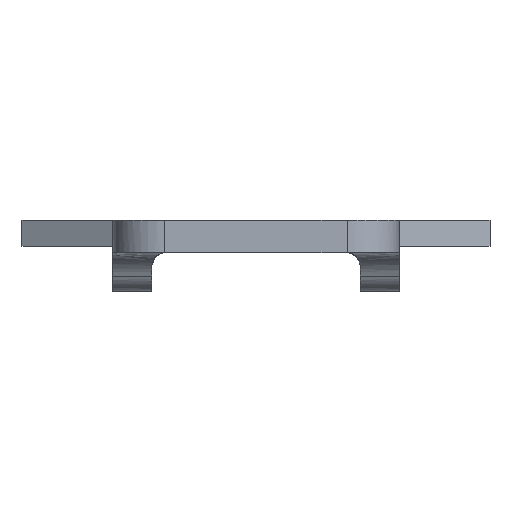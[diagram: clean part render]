
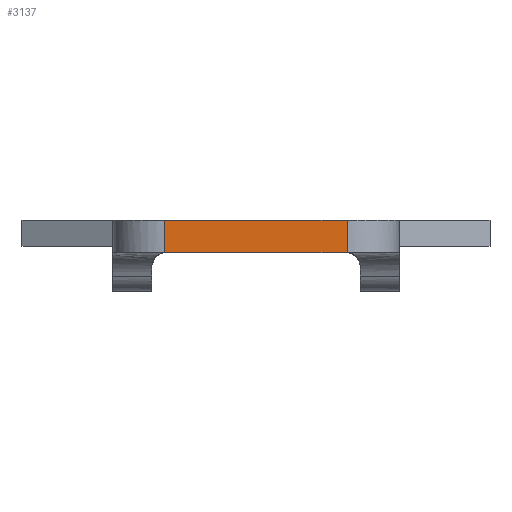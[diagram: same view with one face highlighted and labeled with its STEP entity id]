
A CAD part, front view. The second image highlights one B-rep face of the part: STEP entity #3137.
In plain terms, the highlighted free-form (B-spline) face has degree [1, 1] with [2, 2] control points.
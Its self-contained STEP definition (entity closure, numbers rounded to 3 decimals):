
#246 = VERTEX_POINT('',#247);
#247 = CARTESIAN_POINT('',(7.893,-107.12,
    -1.128));
#253 = EDGE_CURVE('',#246,#254,#256,.T.);
#254 = VERTEX_POINT('',#255);
#255 = CARTESIAN_POINT('',(-7.893,-107.12,
    -1.128));
#256 = B_SPLINE_CURVE_WITH_KNOTS('',1,(#257,#258),.UNSPECIFIED.,.F.,.F.,
  (2,2),(-18.,-4.),.PIECEWISE_BEZIER_KNOTS.);
#257 = CARTESIAN_POINT('',(7.893,-107.12,
    -1.128));
#258 = CARTESIAN_POINT('',(-7.893,-107.12,
    -1.128));
#2710 = VERTEX_POINT('',#2711);
#2711 = CARTESIAN_POINT('',(-7.893,-107.12,
    1.691));
#2719 = EDGE_CURVE('',#254,#2710,#2720,.T.);
#2720 = B_SPLINE_CURVE_WITH_KNOTS('',1,(#2721,#2722),.UNSPECIFIED.,.F.,
  .F.,(2,2),(-1.,1.5),.PIECEWISE_BEZIER_KNOTS.);
#2721 = CARTESIAN_POINT('',(-7.893,-107.12,
    -1.128));
#2722 = CARTESIAN_POINT('',(-7.893,-107.12,
    1.691));
#2739 = EDGE_CURVE('',#2710,#2740,#2742,.T.);
#2740 = VERTEX_POINT('',#2741);
#2741 = CARTESIAN_POINT('',(7.893,-107.12,
    1.691));
#2742 = B_SPLINE_CURVE_WITH_KNOTS('',1,(#2743,#2744),.UNSPECIFIED.,.F.,
  .F.,(2,2),(4.,18.),.PIECEWISE_BEZIER_KNOTS.);
#2743 = CARTESIAN_POINT('',(-7.893,-107.12,
    1.691));
#2744 = CARTESIAN_POINT('',(7.893,-107.12,
    1.691));
#2866 = EDGE_CURVE('',#2740,#246,#2867,.T.);
#2867 = B_SPLINE_CURVE_WITH_KNOTS('',1,(#2868,#2869),.UNSPECIFIED.,.F.,
  .F.,(2,2),(-1.5,1.),.PIECEWISE_BEZIER_KNOTS.);
#2868 = CARTESIAN_POINT('',(7.893,-107.12,
    1.691));
#2869 = CARTESIAN_POINT('',(7.893,-107.12,
    -1.128));
#3137 = ADVANCED_FACE('',(#3138),#3144,.T.);
#3138 = FACE_BOUND('',#3139,.T.);
#3139 = EDGE_LOOP('',(#3140,#3141,#3142,#3143));
#3140 = ORIENTED_EDGE('',*,*,#2719,.F.);
#3141 = ORIENTED_EDGE('',*,*,#253,.F.);
#3142 = ORIENTED_EDGE('',*,*,#2866,.F.);
#3143 = ORIENTED_EDGE('',*,*,#2739,.F.);
#3144 = B_SPLINE_SURFACE_WITH_KNOTS('',1,1,(
    (#3145,#3146)
    ,(#3147,#3148
    )),.UNSPECIFIED.,.F.,.F.,.F.,(2,2),(2,2),(4.,18.),(-1.,1.5),
  .PIECEWISE_BEZIER_KNOTS.);
#3145 = CARTESIAN_POINT('',(-7.893,-107.12,
    -1.128));
#3146 = CARTESIAN_POINT('',(-7.893,-107.12,
    1.691));
#3147 = CARTESIAN_POINT('',(7.893,-107.12,
    -1.128));
#3148 = CARTESIAN_POINT('',(7.893,-107.12,
    1.691));
